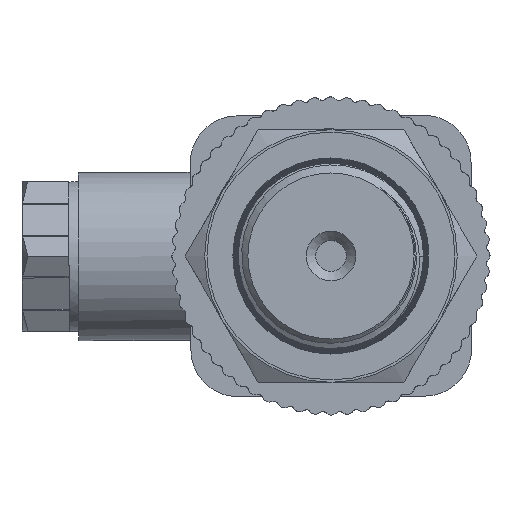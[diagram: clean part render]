
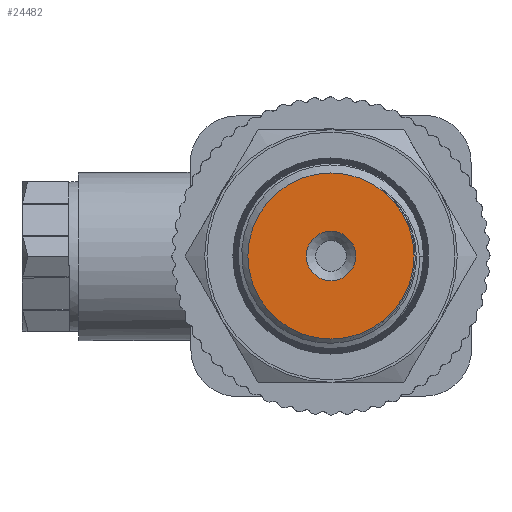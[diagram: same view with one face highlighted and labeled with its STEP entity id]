
A CAD part, left-side view. The second image highlights one B-rep face of the part: STEP entity #24482.
In plain terms, the highlighted planar face has unit normal (-1, 0, 0).
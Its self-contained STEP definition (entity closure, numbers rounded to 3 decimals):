
#1003=PLANE('',#25719);
#1560=FACE_BOUND('',#3586,.T.);
#2186=FACE_OUTER_BOUND('',#3585,.T.);
#3585=EDGE_LOOP('',(#18287));
#3586=EDGE_LOOP('',(#18288));
#4754=CIRCLE('',#25673,8.878);
#4772=CIRCLE('',#25718,2.65);
#10733=VERTEX_POINT('',#41907);
#10765=VERTEX_POINT('',#43197);
#13539=EDGE_CURVE('',#10733,#10733,#4754,.T.);
#13599=EDGE_CURVE('',#10765,#10765,#4772,.T.);
#18287=ORIENTED_EDGE('',*,*,#13539,.T.);
#18288=ORIENTED_EDGE('',*,*,#13599,.T.);
#24482=ADVANCED_FACE('',(#2186,#1560),#1003,.T.);
#25673=AXIS2_PLACEMENT_3D('',#41908,#27397,#27398);
#25718=AXIS2_PLACEMENT_3D('',#43199,#27498,#27499);
#25719=AXIS2_PLACEMENT_3D('',#43200,#27500,#27501);
#27397=DIRECTION('center_axis',(-1.,0.,0.));
#27398=DIRECTION('ref_axis',(0.,1.,0.));
#27498=DIRECTION('center_axis',(1.,0.,0.));
#27499=DIRECTION('ref_axis',(0.,0.,-1.));
#27500=DIRECTION('center_axis',(-1.,0.,0.));
#27501=DIRECTION('ref_axis',(0.,0.,1.));
#41907=CARTESIAN_POINT('',(-68.,-8.878,0.));
#41908=CARTESIAN_POINT('Origin',(-68.,0.,0.));
#43197=CARTESIAN_POINT('',(-68.,-2.65,0.));
#43199=CARTESIAN_POINT('Origin',(-68.,0.,0.));
#43200=CARTESIAN_POINT('Origin',(-68.,9.853,0.));
